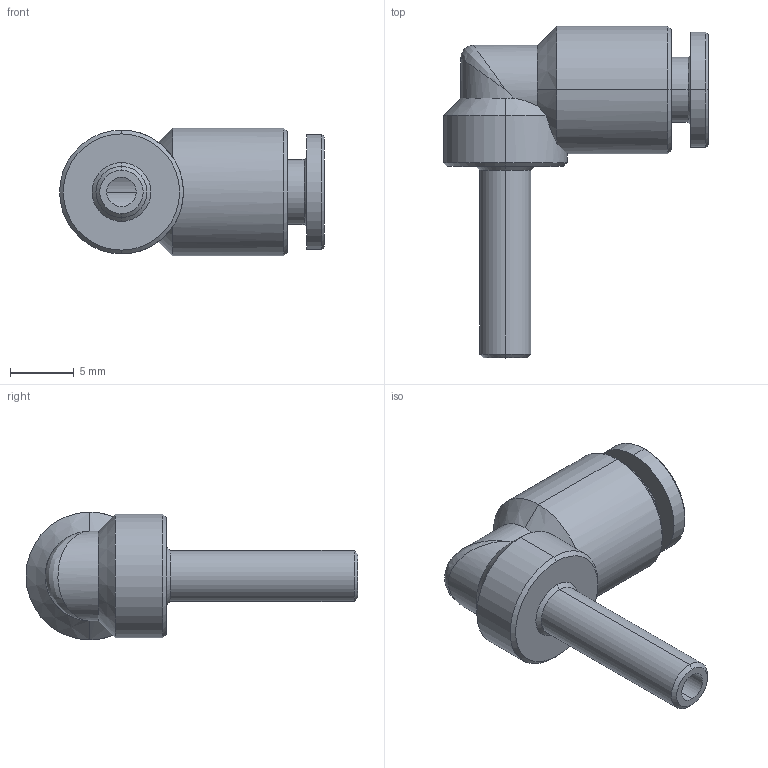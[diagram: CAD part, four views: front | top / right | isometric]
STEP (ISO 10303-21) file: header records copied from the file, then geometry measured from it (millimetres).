
FILE_DESCRIPTION (( 'STEP AP203' ), '1' );
FILE_NAME ('B0390010.STEP', '2012-08-27T09:24:23', ( 'Flavio' ), ( '' ), 'SwSTEP 2.0', 'SolidWorks 2011', '' );
FILE_SCHEMA (( 'CONFIG_CONTROL_DESIGN' ));
Length unit declared in the file: millimetre
Products named in the file (1): B0390010
Bounding box: 20.75 x 26 x 10 mm (x, y, z)
Volume: 1242 mm3; surface area: 1389.1 mm2
Topology: 1 solids, 1 shells, 62 faces, 151 edges, 92 vertices
Faces by surface type: cone 22, cylinder 22, plane 16, bspline 2
Entity records: 2051 total; most frequent: CARTESIAN_POINT 529, DIRECTION 320, ORIENTED_EDGE 294, EDGE_CURVE 147, AXIS2_PLACEMENT_3D 129, VERTEX_POINT 92, EDGE_LOOP 69, CIRCLE 68
